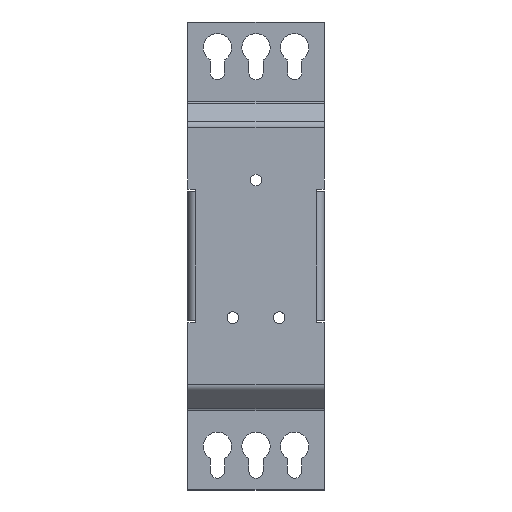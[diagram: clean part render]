
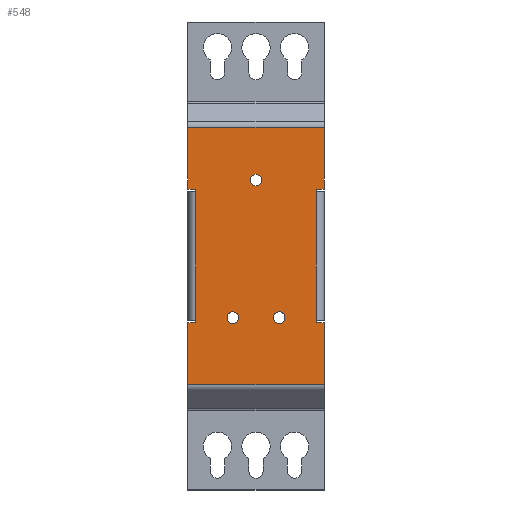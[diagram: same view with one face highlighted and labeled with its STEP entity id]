
A CAD part, top view. The second image highlights one B-rep face of the part: STEP entity #548.
In plain terms, the highlighted planar face has unit normal (0, 0, 1).
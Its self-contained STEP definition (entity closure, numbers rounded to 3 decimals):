
#548=ADVANCED_FACE('',(#1299,#1301,#1303,#1305),#1307,.T.);
#1299=FACE_BOUND('',#1300,.T.);
#1300=EDGE_LOOP('',(#1851,#1852,#1853,#1854,#1855,#1856,#1857,#1858,#1859,#1860,
#1861,#1862,#1863,#1864,#1865,#1866));
#1301=FACE_BOUND('',#1302,.T.);
#1302=EDGE_LOOP('',(#1867));
#1303=FACE_BOUND('',#1304,.T.);
#1304=EDGE_LOOP('',(#1868));
#1305=FACE_BOUND('',#1306,.T.);
#1306=EDGE_LOOP('',(#1869));
#1307=PLANE('',#1308);
#1308=AXIS2_PLACEMENT_3D('',#1309,#1310,#1311);
#1309=CARTESIAN_POINT('',(0.,0.,1.5));
#1310=DIRECTION('',(0.,0.,1.));
#1311=DIRECTION('',(-1.,0.,0.));
#1851=ORIENTED_EDGE('',*,*,#2167,.T.);
#1852=ORIENTED_EDGE('',*,*,#2168,.T.);
#1853=ORIENTED_EDGE('',*,*,#2169,.T.);
#1854=ORIENTED_EDGE('',*,*,#2170,.T.);
#1855=ORIENTED_EDGE('',*,*,#2171,.T.);
#1856=ORIENTED_EDGE('',*,*,#2172,.T.);
#1857=ORIENTED_EDGE('',*,*,#2173,.T.);
#1858=ORIENTED_EDGE('',*,*,#2174,.T.);
#1859=ORIENTED_EDGE('',*,*,#2175,.T.);
#1860=ORIENTED_EDGE('',*,*,#2176,.T.);
#1861=ORIENTED_EDGE('',*,*,#2177,.T.);
#1862=ORIENTED_EDGE('',*,*,#2178,.T.);
#1863=ORIENTED_EDGE('',*,*,#2179,.T.);
#1864=ORIENTED_EDGE('',*,*,#2180,.T.);
#1865=ORIENTED_EDGE('',*,*,#2181,.T.);
#1866=ORIENTED_EDGE('',*,*,#2182,.T.);
#1867=ORIENTED_EDGE('',*,*,#2183,.T.);
#1868=ORIENTED_EDGE('',*,*,#2184,.T.);
#1869=ORIENTED_EDGE('',*,*,#2185,.T.);
#2167=EDGE_CURVE('',#2477,#2478,#2479,.F.);
#2168=EDGE_CURVE('',#2478,#2480,#2481,.T.);
#2169=EDGE_CURVE('',#2480,#2482,#2483,.T.);
#2170=EDGE_CURVE('',#2482,#2484,#2485,.T.);
#2171=EDGE_CURVE('',#2484,#2486,#2487,.F.);
#2172=EDGE_CURVE('',#2486,#2488,#2489,.F.);
#2173=EDGE_CURVE('',#2488,#2490,#2491,.T.);
#2174=EDGE_CURVE('',#2490,#2492,#2493,.F.);
#2175=EDGE_CURVE('',#2492,#2494,#2495,.F.);
#2176=EDGE_CURVE('',#2494,#2496,#2497,.T.);
#2177=EDGE_CURVE('',#2496,#2498,#2499,.T.);
#2178=EDGE_CURVE('',#2498,#2500,#2501,.T.);
#2179=EDGE_CURVE('',#2500,#2502,#2503,.F.);
#2180=EDGE_CURVE('',#2502,#2504,#2505,.F.);
#2181=EDGE_CURVE('',#2504,#2506,#2507,.T.);
#2182=EDGE_CURVE('',#2506,#2477,#2508,.F.);
#2183=EDGE_CURVE('',#2509,#2509,#2510,.F.);
#2184=EDGE_CURVE('',#2511,#2511,#2512,.F.);
#2185=EDGE_CURVE('',#2513,#2513,#2514,.F.);
#2477=VERTEX_POINT('',#3145);
#2478=VERTEX_POINT('',#3146);
#2479=LINE('',#3147,#3148);
#2480=VERTEX_POINT('',#3150);
#2481=LINE('',#3151,#3152);
#2482=VERTEX_POINT('',#3154);
#2483=LINE('',#3155,#3156);
#2484=VERTEX_POINT('',#3158);
#2485=LINE('',#3159,#3160);
#2486=VERTEX_POINT('',#3162);
#2487=LINE('',#3163,#3164);
#2488=VERTEX_POINT('',#3166);
#2489=LINE('',#3167,#3168);
#2490=VERTEX_POINT('',#3170);
#2491=LINE('',#3171,#3172);
#2492=VERTEX_POINT('',#3174);
#2493=LINE('',#3175,#3176);
#2494=VERTEX_POINT('',#3178);
#2495=LINE('',#3179,#3180);
#2496=VERTEX_POINT('',#3182);
#2497=LINE('',#3183,#3184);
#2498=VERTEX_POINT('',#3186);
#2499=LINE('',#3187,#3188);
#2500=VERTEX_POINT('',#3190);
#2501=LINE('',#3191,#3192);
#2502=VERTEX_POINT('',#3194);
#2503=LINE('',#3195,#3196);
#2504=VERTEX_POINT('',#3198);
#2505=LINE('',#3199,#3200);
#2506=VERTEX_POINT('',#3202);
#2507=LINE('',#3203,#3204);
#2508=LINE('',#3206,#3207);
#2509=VERTEX_POINT('',#3209);
#2510=CIRCLE('',#3210,2.25);
#2511=VERTEX_POINT('',#3214);
#2512=CIRCLE('',#3215,2.25);
#2513=VERTEX_POINT('',#3219);
#2514=CIRCLE('',#3220,2.25);
#3145=CARTESIAN_POINT('',(-23.5,-26.,1.5));
#3146=CARTESIAN_POINT('',(-26.5,-26.,1.5));
#3147=CARTESIAN_POINT('',(-26.5,-26.,1.5));
#3148=VECTOR('',#3149,1.);
#3149=DIRECTION('',(1.,0.,0.));
#3150=CARTESIAN_POINT('',(-26.5,-50.,1.5));
#3151=CARTESIAN_POINT('',(-26.5,-26.,1.5));
#3152=VECTOR('',#3153,1.);
#3153=DIRECTION('',(0.,-1.,0.));
#3154=CARTESIAN_POINT('',(26.5,-50.,1.5));
#3155=CARTESIAN_POINT('',(-26.5,-50.,1.5));
#3156=VECTOR('',#3157,1.);
#3157=DIRECTION('',(1.,0.,0.));
#3158=CARTESIAN_POINT('',(26.5,-26.,1.5));
#3159=CARTESIAN_POINT('',(26.5,-50.,1.5));
#3160=VECTOR('',#3161,1.);
#3161=DIRECTION('',(0.,1.,0.));
#3162=CARTESIAN_POINT('',(23.5,-26.,1.5));
#3163=CARTESIAN_POINT('',(23.5,-26.,1.5));
#3164=VECTOR('',#3165,1.);
#3165=DIRECTION('',(1.,0.,0.));
#3166=CARTESIAN_POINT('',(23.5,-25.,1.5));
#3167=CARTESIAN_POINT('',(23.5,-25.,1.5));
#3168=VECTOR('',#3169,1.);
#3169=DIRECTION('',(0.,-1.,0.));
#3170=CARTESIAN_POINT('',(23.5,25.,1.5));
#3171=CARTESIAN_POINT('',(23.5,-25.,1.5));
#3172=VECTOR('',#3173,1.);
#3173=DIRECTION('',(0.,1.,0.));
#3174=CARTESIAN_POINT('',(23.5,26.,1.5));
#3175=CARTESIAN_POINT('',(23.5,26.,1.5));
#3176=VECTOR('',#3177,1.);
#3177=DIRECTION('',(0.,-1.,0.));
#3178=CARTESIAN_POINT('',(26.5,26.,1.5));
#3179=CARTESIAN_POINT('',(26.5,26.,1.5));
#3180=VECTOR('',#3181,1.);
#3181=DIRECTION('',(-1.,0.,0.));
#3182=CARTESIAN_POINT('',(26.5,50.,1.5));
#3183=CARTESIAN_POINT('',(26.5,26.,1.5));
#3184=VECTOR('',#3185,1.);
#3185=DIRECTION('',(0.,1.,0.));
#3186=CARTESIAN_POINT('',(-26.5,50.,1.5));
#3187=CARTESIAN_POINT('',(26.5,50.,1.5));
#3188=VECTOR('',#3189,1.);
#3189=DIRECTION('',(-1.,0.,0.));
#3190=CARTESIAN_POINT('',(-26.5,26.,1.5));
#3191=CARTESIAN_POINT('',(-26.5,50.,1.5));
#3192=VECTOR('',#3193,1.);
#3193=DIRECTION('',(0.,-1.,0.));
#3194=CARTESIAN_POINT('',(-23.5,26.,1.5));
#3195=CARTESIAN_POINT('',(-23.5,26.,1.5));
#3196=VECTOR('',#3197,1.);
#3197=DIRECTION('',(-1.,0.,0.));
#3198=CARTESIAN_POINT('',(-23.5,25.,1.5));
#3199=CARTESIAN_POINT('',(-23.5,25.,1.5));
#3200=VECTOR('',#3201,1.);
#3201=DIRECTION('',(0.,1.,0.));
#3202=CARTESIAN_POINT('',(-23.5,-25.,1.5));
#3203=CARTESIAN_POINT('',(-23.5,25.,1.5));
#3204=VECTOR('',#3205,1.);
#3205=DIRECTION('',(0.,-1.,0.));
#3206=CARTESIAN_POINT('',(-23.5,-26.,1.5));
#3207=VECTOR('',#3208,1.);
#3208=DIRECTION('',(0.,1.,0.));
#3209=CARTESIAN_POINT('',(-2.25,29.5,1.5));
#3210=AXIS2_PLACEMENT_3D('',#3211,#3212,#3213);
#3211=CARTESIAN_POINT('',(0.,29.5,1.5));
#3212=DIRECTION('',(0.,0.,1.));
#3213=DIRECTION('',(-1.,0.,0.));
#3214=CARTESIAN_POINT('',(-11.25,-24.,1.5));
#3215=AXIS2_PLACEMENT_3D('',#3216,#3217,#3218);
#3216=CARTESIAN_POINT('',(-9.,-24.,1.5));
#3217=DIRECTION('',(0.,0.,1.));
#3218=DIRECTION('',(-1.,0.,0.));
#3219=CARTESIAN_POINT('',(6.75,-24.,1.5));
#3220=AXIS2_PLACEMENT_3D('',#3221,#3222,#3223);
#3221=CARTESIAN_POINT('',(9.,-24.,1.5));
#3222=DIRECTION('',(0.,0.,1.));
#3223=DIRECTION('',(-1.,0.,0.));
